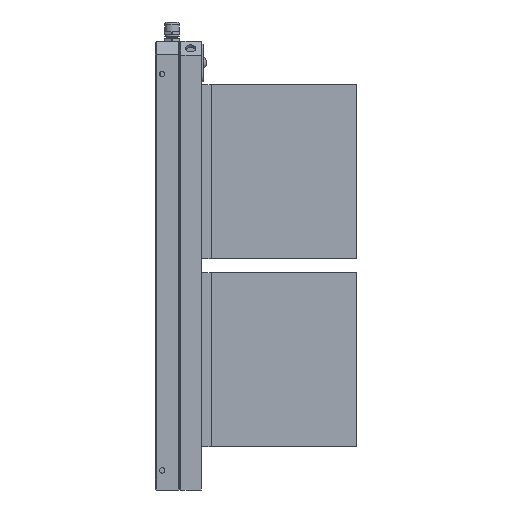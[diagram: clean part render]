
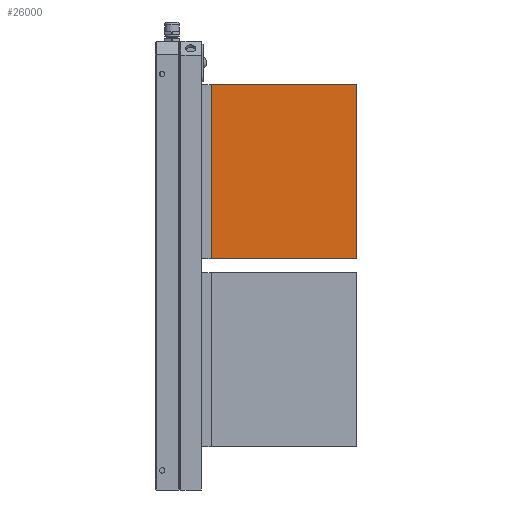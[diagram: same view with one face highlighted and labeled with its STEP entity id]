
A CAD part, left-side view. The second image highlights one B-rep face of the part: STEP entity #26000.
In plain terms, the highlighted planar face has unit normal (-1, 0, 0).
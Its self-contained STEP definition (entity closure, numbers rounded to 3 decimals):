
#1565 = VERTEX_POINT ( 'NONE', #3872 ) ;
#3872 = CARTESIAN_POINT ( 'NONE',  ( -90.9, -99., 3.5 ) ) ;
#3886 = LINE ( 'NONE', #41131, #8513 ) ;
#4750 = LINE ( 'NONE', #5632, #41021 ) ;
#5178 = VECTOR ( 'NONE', #31631, 1000. ) ;
#5632 = CARTESIAN_POINT ( 'NONE',  ( -90.9, -99., 3.5 ) ) ;
#7357 = LINE ( 'NONE', #35068, #5178 ) ;
#8513 = VECTOR ( 'NONE', #34291, 1000. ) ;
#9465 = EDGE_CURVE ( 'NONE', #26411, #24174, #42287, .T. ) ;
#9590 = CARTESIAN_POINT ( 'NONE',  ( -90.9, -99., 92.5 ) ) ;
#14522 = CARTESIAN_POINT ( 'NONE',  ( -90.9, -99., 92.5 ) ) ;
#14987 = CARTESIAN_POINT ( 'NONE',  ( -90.9, -24.8, 3.5 ) ) ;
#16132 = FACE_OUTER_BOUND ( 'NONE', #24195, .T. ) ;
#16275 = VECTOR ( 'NONE', #25468, 1000. ) ;
#20014 = DIRECTION ( 'NONE',  ( 0., 0., 1. ) ) ;
#24174 = VERTEX_POINT ( 'NONE', #44622 ) ;
#24195 = EDGE_LOOP ( 'NONE', ( #32809, #25622, #25041, #34782 ) ) ;
#24571 = EDGE_CURVE ( 'NONE', #1565, #29736, #4750, .T. ) ;
#25041 = ORIENTED_EDGE ( 'NONE', *, *, #25587, .F. ) ;
#25468 = DIRECTION ( 'NONE',  ( 0., 1., 0. ) ) ;
#25587 = EDGE_CURVE ( 'NONE', #26411, #1565, #3886, .T. ) ;
#25622 = ORIENTED_EDGE ( 'NONE', *, *, #24571, .F. ) ;
#26000 = ADVANCED_FACE ( 'NONE', ( #16132 ), #30251, .F. ) ;
#26411 = VERTEX_POINT ( 'NONE', #35004 ) ;
#28346 = EDGE_CURVE ( 'NONE', #24174, #29736, #7357, .T. ) ;
#29736 = VERTEX_POINT ( 'NONE', #14987 ) ;
#30251 = PLANE ( 'NONE',  #42638 ) ;
#31631 = DIRECTION ( 'NONE',  ( 0., 0., -1. ) ) ;
#32809 = ORIENTED_EDGE ( 'NONE', *, *, #28346, .T. ) ;
#33335 = DIRECTION ( 'NONE',  ( 0., 1., 0. ) ) ;
#34291 = DIRECTION ( 'NONE',  ( 0., 0., -1. ) ) ;
#34782 = ORIENTED_EDGE ( 'NONE', *, *, #9465, .T. ) ;
#35004 = CARTESIAN_POINT ( 'NONE',  ( -90.9, -99., 92.5 ) ) ;
#35068 = CARTESIAN_POINT ( 'NONE',  ( -90.9, -24.8, 92.5 ) ) ;
#37380 = DIRECTION ( 'NONE',  ( 1., 0., 0. ) ) ;
#41021 = VECTOR ( 'NONE', #33335, 1000. ) ;
#41131 = CARTESIAN_POINT ( 'NONE',  ( -90.9, -99., 92.5 ) ) ;
#42287 = LINE ( 'NONE', #14522, #16275 ) ;
#42638 = AXIS2_PLACEMENT_3D ( 'NONE', #9590, #37380, #20014 ) ;
#44622 = CARTESIAN_POINT ( 'NONE',  ( -90.9, -24.8, 92.5 ) ) ;
